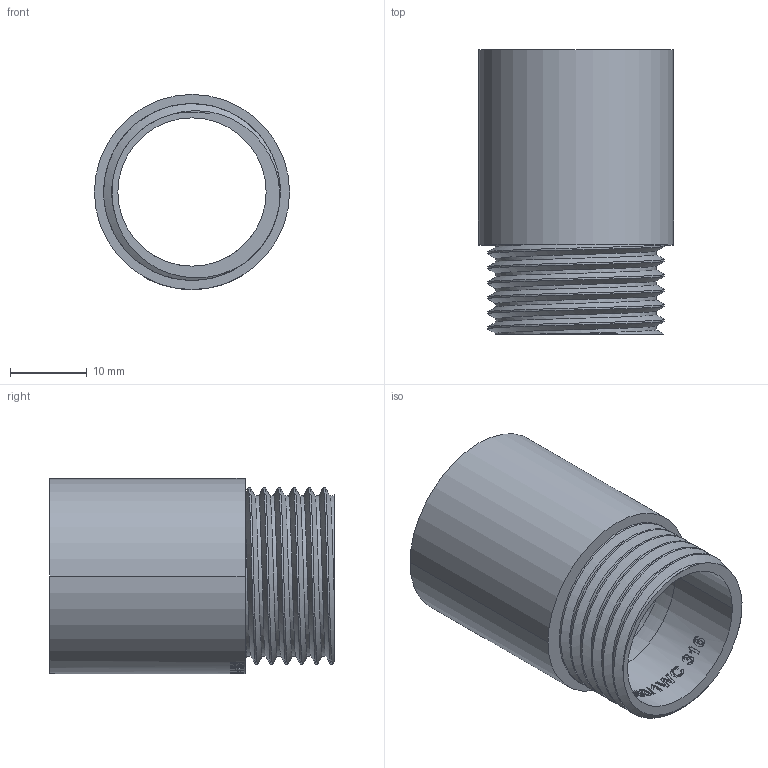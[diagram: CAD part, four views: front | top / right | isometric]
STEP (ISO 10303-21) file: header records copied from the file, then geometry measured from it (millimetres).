
FILE_DESCRIPTION (( 'STEP AP214' ), '1' );
FILE_NAME ('ZC0501 WC Rev B.STEP', '2021-04-02T12:52:00', ( 'Admin' ), ( '' ), 'SwSTEP 2.0', 'SolidWorks 2020', '' );
FILE_SCHEMA (( 'AUTOMOTIVE_DESIGN' ));
Length unit declared in the file: millimetre
Products named in the file (1): ZC0501 WC Rev B
Bounding box: 25.4 x 37 x 25.4 mm (x, y, z)
Volume: 5600 mm3; surface area: 6464.9 mm2
Topology: 1 solids, 1 shells, 295 faces, 793 edges, 526 vertices
Faces by surface type: bspline 140, plane 89, cylinder 58, torus 8
Entity records: 21668 total; most frequent: CARTESIAN_POINT 15558, ORIENTED_EDGE 1586, EDGE_CURVE 793, DIRECTION 748, VERTEX_POINT 526, B_SPLINE_CURVE_WITH_KNOTS 439, EDGE_LOOP 323, AXIS2_PLACEMENT_3D 295
